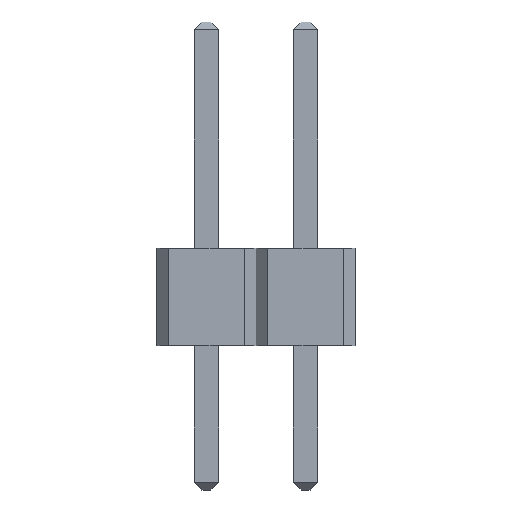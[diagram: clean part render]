
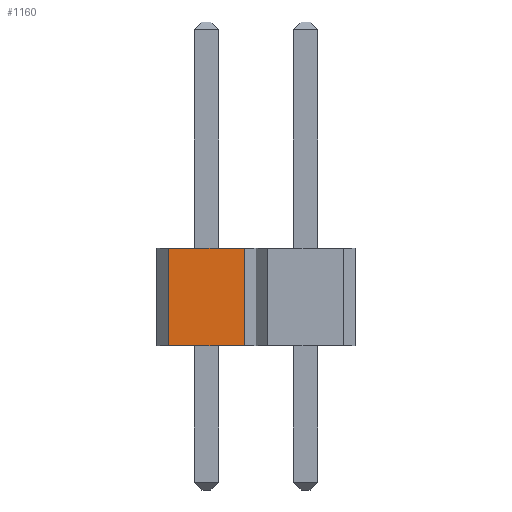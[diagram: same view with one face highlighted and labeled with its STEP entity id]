
A CAD part, front view. The second image highlights one B-rep face of the part: STEP entity #1160.
In plain terms, the highlighted planar face has unit normal (0, -1, 0).
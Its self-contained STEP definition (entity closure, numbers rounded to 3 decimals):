
#272 = PLANE('',#273);
#273 = AXIS2_PLACEMENT_3D('',#274,#275,#276);
#274 = CARTESIAN_POINT('',(-1.27,1.27,3.7));
#275 = DIRECTION('',(0.,0.,1.));
#276 = DIRECTION('',(1.,0.,0.));
#623 = VERTEX_POINT('',#624);
#624 = CARTESIAN_POINT('',(-0.97,-1.27,3.7));
#638 = PLANE('',#639);
#639 = AXIS2_PLACEMENT_3D('',#640,#641,#642);
#640 = CARTESIAN_POINT('',(-1.12,-1.12,3.7));
#641 = DIRECTION('',(-0.707,-0.707,0.));
#642 = DIRECTION('',(0.,0.,1.));
#650 = EDGE_CURVE('',#651,#623,#653,.T.);
#651 = VERTEX_POINT('',#652);
#652 = CARTESIAN_POINT('',(0.97,-1.27,3.7));
#653 = SURFACE_CURVE('',#654,(#658,#665),.PCURVE_S1.);
#654 = LINE('',#655,#656);
#655 = CARTESIAN_POINT('',(1.27,-1.27,3.7));
#656 = VECTOR('',#657,1.);
#657 = DIRECTION('',(-1.,0.,0.));
#658 = PCURVE('',#272,#659);
#659 = DEFINITIONAL_REPRESENTATION('',(#660),#664);
#660 = LINE('',#661,#662);
#661 = CARTESIAN_POINT('',(2.54,-2.54));
#662 = VECTOR('',#663,1.);
#663 = DIRECTION('',(-1.,0.));
#664 = ( GEOMETRIC_REPRESENTATION_CONTEXT(2) 
PARAMETRIC_REPRESENTATION_CONTEXT() REPRESENTATION_CONTEXT('2D SPACE',''
  ) );
#665 = PCURVE('',#666,#671);
#666 = PLANE('',#667);
#667 = AXIS2_PLACEMENT_3D('',#668,#669,#670);
#668 = CARTESIAN_POINT('',(1.27,-1.27,3.7));
#669 = DIRECTION('',(0.,-1.,0.));
#670 = DIRECTION('',(-1.,0.,0.));
#671 = DEFINITIONAL_REPRESENTATION('',(#672),#676);
#672 = LINE('',#673,#674);
#673 = CARTESIAN_POINT('',(0.,-0.));
#674 = VECTOR('',#675,1.);
#675 = DIRECTION('',(1.,0.));
#676 = ( GEOMETRIC_REPRESENTATION_CONTEXT(2) 
PARAMETRIC_REPRESENTATION_CONTEXT() REPRESENTATION_CONTEXT('2D SPACE',''
  ) );
#694 = PLANE('',#695);
#695 = AXIS2_PLACEMENT_3D('',#696,#697,#698);
#696 = CARTESIAN_POINT('',(1.12,-1.12,3.7));
#697 = DIRECTION('',(0.707,-0.707,0.));
#698 = DIRECTION('',(0.,0.,1.));
#834 = PLANE('',#835);
#835 = AXIS2_PLACEMENT_3D('',#836,#837,#838);
#836 = CARTESIAN_POINT('',(-1.27,1.27,6.2));
#837 = DIRECTION('',(0.,0.,1.));
#838 = DIRECTION('',(1.,0.,0.));
#1067 = EDGE_CURVE('',#623,#1068,#1070,.T.);
#1068 = VERTEX_POINT('',#1069);
#1069 = CARTESIAN_POINT('',(-0.97,-1.27,6.2));
#1070 = SURFACE_CURVE('',#1071,(#1075,#1082),.PCURVE_S1.);
#1071 = LINE('',#1072,#1073);
#1072 = CARTESIAN_POINT('',(-0.97,-1.27,3.7));
#1073 = VECTOR('',#1074,1.);
#1074 = DIRECTION('',(0.,0.,1.));
#1075 = PCURVE('',#638,#1076);
#1076 = DEFINITIONAL_REPRESENTATION('',(#1077),#1081);
#1077 = LINE('',#1078,#1079);
#1078 = CARTESIAN_POINT('',(0.,-0.212));
#1079 = VECTOR('',#1080,1.);
#1080 = DIRECTION('',(1.,0.));
#1081 = ( GEOMETRIC_REPRESENTATION_CONTEXT(2) 
PARAMETRIC_REPRESENTATION_CONTEXT() REPRESENTATION_CONTEXT('2D SPACE',''
  ) );
#1082 = PCURVE('',#666,#1083);
#1083 = DEFINITIONAL_REPRESENTATION('',(#1084),#1088);
#1084 = LINE('',#1085,#1086);
#1085 = CARTESIAN_POINT('',(2.24,0.));
#1086 = VECTOR('',#1087,1.);
#1087 = DIRECTION('',(0.,-1.));
#1088 = ( GEOMETRIC_REPRESENTATION_CONTEXT(2) 
PARAMETRIC_REPRESENTATION_CONTEXT() REPRESENTATION_CONTEXT('2D SPACE',''
  ) );
#1118 = VERTEX_POINT('',#1119);
#1119 = CARTESIAN_POINT('',(0.97,-1.27,6.2));
#1140 = EDGE_CURVE('',#651,#1118,#1141,.T.);
#1141 = SURFACE_CURVE('',#1142,(#1146,#1153),.PCURVE_S1.);
#1142 = LINE('',#1143,#1144);
#1143 = CARTESIAN_POINT('',(0.97,-1.27,3.7));
#1144 = VECTOR('',#1145,1.);
#1145 = DIRECTION('',(0.,0.,1.));
#1146 = PCURVE('',#694,#1147);
#1147 = DEFINITIONAL_REPRESENTATION('',(#1148),#1152);
#1148 = LINE('',#1149,#1150);
#1149 = CARTESIAN_POINT('',(0.,0.212));
#1150 = VECTOR('',#1151,1.);
#1151 = DIRECTION('',(1.,0.));
#1152 = ( GEOMETRIC_REPRESENTATION_CONTEXT(2) 
PARAMETRIC_REPRESENTATION_CONTEXT() REPRESENTATION_CONTEXT('2D SPACE',''
  ) );
#1153 = PCURVE('',#666,#1154);
#1154 = DEFINITIONAL_REPRESENTATION('',(#1155),#1159);
#1155 = LINE('',#1156,#1157);
#1156 = CARTESIAN_POINT('',(0.3,0.));
#1157 = VECTOR('',#1158,1.);
#1158 = DIRECTION('',(0.,-1.));
#1159 = ( GEOMETRIC_REPRESENTATION_CONTEXT(2) 
PARAMETRIC_REPRESENTATION_CONTEXT() REPRESENTATION_CONTEXT('2D SPACE',''
  ) );
#1160 = ADVANCED_FACE('',(#1161),#666,.T.);
#1161 = FACE_BOUND('',#1162,.T.);
#1162 = EDGE_LOOP('',(#1163,#1164,#1165,#1186));
#1163 = ORIENTED_EDGE('',*,*,#650,.F.);
#1164 = ORIENTED_EDGE('',*,*,#1140,.T.);
#1165 = ORIENTED_EDGE('',*,*,#1166,.T.);
#1166 = EDGE_CURVE('',#1118,#1068,#1167,.T.);
#1167 = SURFACE_CURVE('',#1168,(#1172,#1179),.PCURVE_S1.);
#1168 = LINE('',#1169,#1170);
#1169 = CARTESIAN_POINT('',(1.27,-1.27,6.2));
#1170 = VECTOR('',#1171,1.);
#1171 = DIRECTION('',(-1.,0.,0.));
#1172 = PCURVE('',#666,#1173);
#1173 = DEFINITIONAL_REPRESENTATION('',(#1174),#1178);
#1174 = LINE('',#1175,#1176);
#1175 = CARTESIAN_POINT('',(0.,-2.5));
#1176 = VECTOR('',#1177,1.);
#1177 = DIRECTION('',(1.,0.));
#1178 = ( GEOMETRIC_REPRESENTATION_CONTEXT(2) 
PARAMETRIC_REPRESENTATION_CONTEXT() REPRESENTATION_CONTEXT('2D SPACE',''
  ) );
#1179 = PCURVE('',#834,#1180);
#1180 = DEFINITIONAL_REPRESENTATION('',(#1181),#1185);
#1181 = LINE('',#1182,#1183);
#1182 = CARTESIAN_POINT('',(2.54,-2.54));
#1183 = VECTOR('',#1184,1.);
#1184 = DIRECTION('',(-1.,0.));
#1185 = ( GEOMETRIC_REPRESENTATION_CONTEXT(2) 
PARAMETRIC_REPRESENTATION_CONTEXT() REPRESENTATION_CONTEXT('2D SPACE',''
  ) );
#1186 = ORIENTED_EDGE('',*,*,#1067,.F.);
